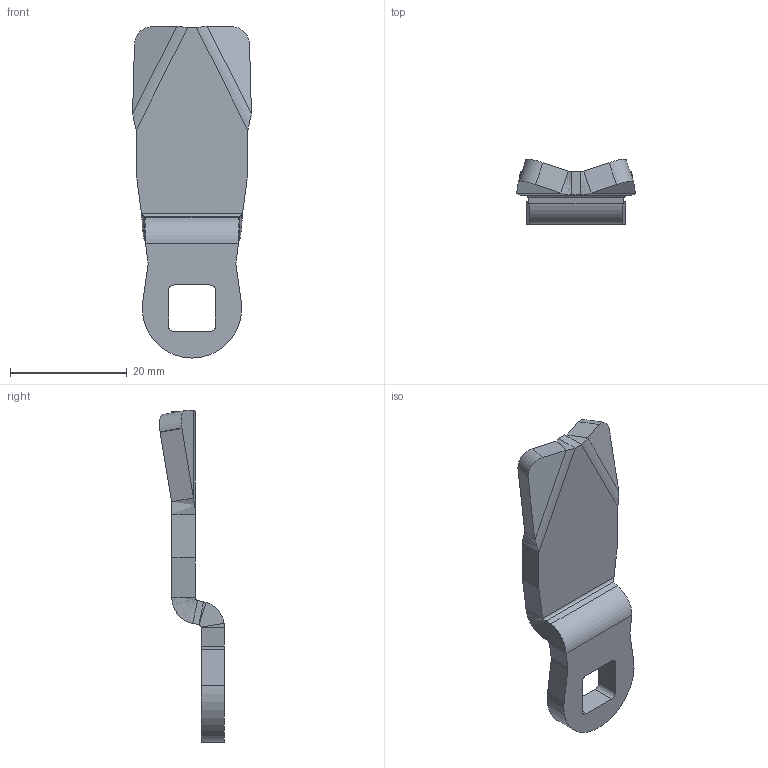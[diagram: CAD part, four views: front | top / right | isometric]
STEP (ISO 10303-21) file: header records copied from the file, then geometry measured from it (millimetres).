
FILE_DESCRIPTION (( 'STEP AP203' ), '1' );
FILE_NAME ('1063 DIL.STEP', '2022-07-06T12:53:07', ( '' ), ( '' ), 'SwSTEP 2.0', 'SolidWorks 2021', '' );
FILE_SCHEMA (( 'CONFIG_CONTROL_DESIGN' ));
Length unit declared in the file: millimetre
Products named in the file (1): 1063 DIL
Bounding box: 20.34 x 11.12 x 56.81 mm (x, y, z)
Volume: 3810.7 mm3; surface area: 2611.5 mm2
Topology: 1 solids, 1 shells, 94 faces, 235 edges, 146 vertices
Faces by surface type: plane 42, bspline 34, cylinder 18
Entity records: 4320 total; most frequent: CARTESIAN_POINT 2226, ORIENTED_EDGE 470, DIRECTION 313, EDGE_CURVE 235, VERTEX_POINT 146, LINE 143, VECTOR 143, EDGE_LOOP 99
